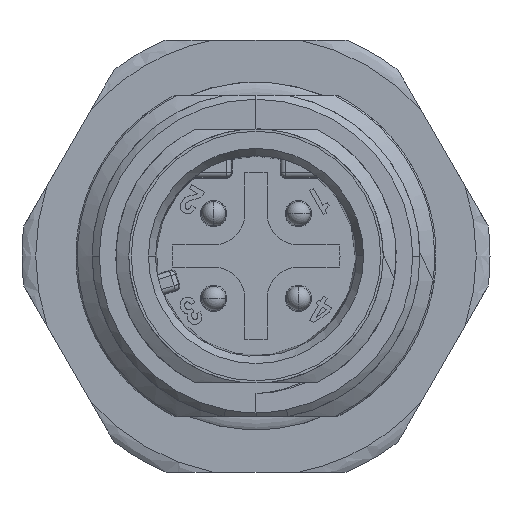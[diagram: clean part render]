
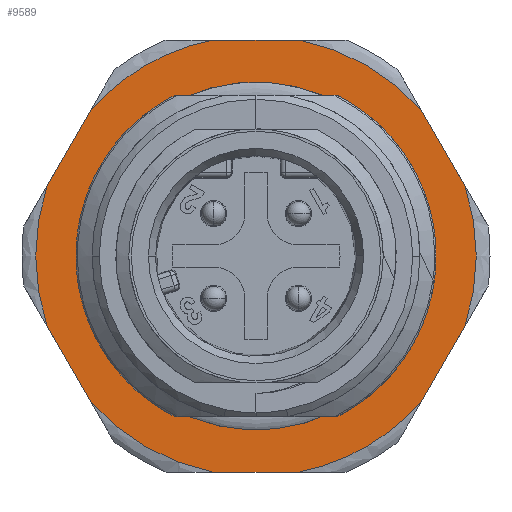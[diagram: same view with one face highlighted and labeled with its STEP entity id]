
A CAD part, front view. The second image highlights one B-rep face of the part: STEP entity #9589.
In plain terms, the highlighted planar face has unit normal (0, -1, 0).
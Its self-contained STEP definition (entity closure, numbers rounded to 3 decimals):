
#678=CARTESIAN_POINT('',(4.252,-6.2,-5.872));
#844=CARTESIAN_POINT('',(-8.699,-6.2,-2.933));
#855=CARTESIAN_POINT('',(0.,-6.2,0.));
#856=DIRECTION('',(0.,1.,0.));
#857=DIRECTION('',(-0.751,0.,0.661));
#858=AXIS2_PLACEMENT_3D('',#855,#856,#857);
#860=CARTESIAN_POINT('',(0.,-6.2,0.));
#861=DIRECTION('',(0.,1.,0.));
#862=DIRECTION('',(-0.5,0.,0.866));
#863=AXIS2_PLACEMENT_3D('',#860,#861,#862);
#865=DIRECTION('',(1.,0.,0.));
#866=VECTOR('',#865,3.618);
#867=CARTESIAN_POINT('',(-1.809,-6.2,9.));
#868=LINE('',#867,#866);
#869=CARTESIAN_POINT('',(0.,-6.2,0.));
#870=DIRECTION('',(0.,1.,0.));
#871=DIRECTION('',(0.197,0.,0.98));
#872=AXIS2_PLACEMENT_3D('',#869,#870,#871);
#874=DIRECTION('',(0.5,0.,-0.866));
#875=VECTOR('',#874,3.618);
#876=CARTESIAN_POINT('',(6.89,-6.2,6.067));
#877=LINE('',#876,#875);
#878=CARTESIAN_POINT('',(0.,-6.2,0.));
#879=DIRECTION('',(0.,1.,0.));
#880=DIRECTION('',(0.948,0.,0.32));
#881=AXIS2_PLACEMENT_3D('',#878,#879,#880);
#883=DIRECTION('',(-0.5,0.,-0.866));
#884=VECTOR('',#883,3.618);
#885=CARTESIAN_POINT('',(8.699,-6.2,-2.933));
#886=LINE('',#885,#884);
#887=CARTESIAN_POINT('',(0.,-6.2,0.));
#888=DIRECTION('',(0.,1.,0.));
#889=DIRECTION('',(0.751,0.,-0.661));
#890=AXIS2_PLACEMENT_3D('',#887,#888,#889);
#892=CARTESIAN_POINT('',(0.,-6.2,0.));
#893=DIRECTION('',(0.,1.,0.));
#894=DIRECTION('',(0.5,0.,-0.866));
#895=AXIS2_PLACEMENT_3D('',#892,#893,#894);
#897=DIRECTION('',(-1.,0.,0.));
#898=VECTOR('',#897,3.618);
#899=CARTESIAN_POINT('',(1.809,-6.2,-9.));
#900=LINE('',#899,#898);
#901=CARTESIAN_POINT('',(0.,-6.2,0.));
#902=DIRECTION('',(0.,1.,0.));
#903=DIRECTION('',(-0.197,0.,-0.98));
#904=AXIS2_PLACEMENT_3D('',#901,#902,#903);
#906=DIRECTION('',(-0.5,0.,0.866));
#907=VECTOR('',#906,3.618);
#908=CARTESIAN_POINT('',(-6.89,-6.2,-6.067));
#909=LINE('',#908,#907);
#910=CARTESIAN_POINT('',(0.,-6.2,0.));
#911=DIRECTION('',(0.,1.,0.));
#912=DIRECTION('',(-0.948,0.,-0.32));
#913=AXIS2_PLACEMENT_3D('',#910,#911,#912);
#915=DIRECTION('',(0.5,0.,0.866));
#916=VECTOR('',#915,3.618);
#917=CARTESIAN_POINT('',(-8.699,-6.2,2.933));
#918=LINE('',#917,#916);
#919=CARTESIAN_POINT('',(4.252,-6.2,-5.872));
#920=CARTESIAN_POINT('',(4.626,-6.2,-5.622));
#921=CARTESIAN_POINT('',(5.316,-6.2,-5.062));
#922=CARTESIAN_POINT('',(6.2,-6.2,-4.022));
#923=CARTESIAN_POINT('',(6.871,-6.2,-2.849));
#924=CARTESIAN_POINT('',(7.172,-6.2,-1.995));
#925=CARTESIAN_POINT('',(7.284,-6.2,-1.549));
#927=CARTESIAN_POINT('',(7.284,-6.2,-1.549));
#928=CARTESIAN_POINT('',(7.379,-6.2,-1.168));
#929=CARTESIAN_POINT('',(7.507,-6.2,
-0.384));
#930=CARTESIAN_POINT('',(7.473,-6.2,0.971));
#931=CARTESIAN_POINT('',(7.204,-6.2,2.211));
#932=CARTESIAN_POINT('',(6.729,-6.2,3.397));
#933=CARTESIAN_POINT('',(5.981,-6.2,4.557));
#934=CARTESIAN_POINT('',(5.416,-6.2,5.147));
#935=CARTESIAN_POINT('',(5.111,-6.2,5.415));
#937=CARTESIAN_POINT('',(5.111,-6.2,5.415));
#938=CARTESIAN_POINT('',(4.906,-6.2,5.595));
#939=CARTESIAN_POINT('',(4.478,-6.2,5.932));
#940=CARTESIAN_POINT('',(3.784,-6.2,6.362));
#941=CARTESIAN_POINT('',(3.294,-6.2,6.596));
#942=CARTESIAN_POINT('',(3.042,-6.2,6.7));
#944=DIRECTION('',(-1.,0.,0.));
#945=VECTOR('',#944,0.272);
#946=CARTESIAN_POINT('',(3.042,-6.2,6.7));
#947=LINE('',#946,#945);
#948=CARTESIAN_POINT('',(0.,-6.2,0.));
#949=DIRECTION('',(0.,-1.,0.));
#950=DIRECTION('',(0.382,0.,0.924));
#951=AXIS2_PLACEMENT_3D('',#948,#949,#950);
#953=CARTESIAN_POINT('',(0.,-6.2,0.));
#954=DIRECTION('',(0.,-1.,0.));
#955=DIRECTION('',(-1.,0.,0.));
#956=AXIS2_PLACEMENT_3D('',#953,#954,#955);
#977=CARTESIAN_POINT('',(-8.699,-6.2,2.933));
#7703=VERTEX_POINT('',#678);
#7704=CARTESIAN_POINT('',(-7.25,-6.2,0.));
#7705=VERTEX_POINT('',#7704);
#7726=CARTESIAN_POINT('',(2.77,-6.2,6.7));
#7727=VERTEX_POINT('',#7726);
#7749=CARTESIAN_POINT('',(3.042,-6.2,6.7));
#7750=VERTEX_POINT('',#7749);
#7813=VERTEX_POINT('',#844);
#7814=VERTEX_POINT('',#977);
#7815=CARTESIAN_POINT('',(-6.89,-6.2,-6.067));
#7816=VERTEX_POINT('',#7815);
#7818=CARTESIAN_POINT('',(-4.59,-6.2,7.95));
#7819=CARTESIAN_POINT('',(-1.809,-6.2,9.));
#7820=VERTEX_POINT('',#7818);
#7821=VERTEX_POINT('',#7819);
#7822=CARTESIAN_POINT('',(-6.89,-6.2,6.067));
#7823=VERTEX_POINT('',#7822);
#7824=CARTESIAN_POINT('',(1.809,-6.2,9.));
#7825=VERTEX_POINT('',#7824);
#7826=CARTESIAN_POINT('',(6.89,-6.2,6.067));
#7827=VERTEX_POINT('',#7826);
#7828=CARTESIAN_POINT('',(8.699,-6.2,2.933));
#7829=VERTEX_POINT('',#7828);
#7830=CARTESIAN_POINT('',(8.699,-6.2,-2.933));
#7831=VERTEX_POINT('',#7830);
#7832=CARTESIAN_POINT('',(6.89,-6.2,-6.067));
#7833=VERTEX_POINT('',#7832);
#7834=CARTESIAN_POINT('',(4.59,-6.2,-7.95));
#7835=CARTESIAN_POINT('',(1.809,-6.2,-9.));
#7836=VERTEX_POINT('',#7834);
#7837=VERTEX_POINT('',#7835);
#7838=CARTESIAN_POINT('',(-1.809,-6.2,-9.));
#7839=VERTEX_POINT('',#7838);
#7840=VERTEX_POINT('',#925);
#7841=VERTEX_POINT('',#935);
#9543=CARTESIAN_POINT('',(0.,-6.2,0.));
#9544=DIRECTION('',(0.,-1.,0.));
#9545=DIRECTION('',(1.,0.,0.));
#9546=AXIS2_PLACEMENT_3D('',#9543,#9544,#9545);
#9547=PLANE('',#9546);
#9549=ORIENTED_EDGE('',*,*,#9548,.T.);
#9551=ORIENTED_EDGE('',*,*,#9550,.T.);
#9553=ORIENTED_EDGE('',*,*,#9552,.T.);
#9555=ORIENTED_EDGE('',*,*,#9554,.T.);
#9557=ORIENTED_EDGE('',*,*,#9556,.T.);
#9559=ORIENTED_EDGE('',*,*,#9558,.T.);
#9561=ORIENTED_EDGE('',*,*,#9560,.T.);
#9563=ORIENTED_EDGE('',*,*,#9562,.T.);
#9565=ORIENTED_EDGE('',*,*,#9564,.T.);
#9567=ORIENTED_EDGE('',*,*,#9566,.T.);
#9569=ORIENTED_EDGE('',*,*,#9568,.T.);
#9570=ORIENTED_EDGE('',*,*,#9532,.T.);
#9571=ORIENTED_EDGE('',*,*,#9521,.T.);
#9573=ORIENTED_EDGE('',*,*,#9572,.T.);
#9574=EDGE_LOOP('',(#9549,#9551,#9553,#9555,#9557,#9559,#9561,#9563,#9565,#9567,
#9569,#9570,#9571,#9573));
#9575=FACE_OUTER_BOUND('',#9574,.F.);
#9577=ORIENTED_EDGE('',*,*,#9576,.T.);
#9579=ORIENTED_EDGE('',*,*,#9578,.T.);
#9581=ORIENTED_EDGE('',*,*,#9580,.T.);
#9583=ORIENTED_EDGE('',*,*,#9582,.T.);
#9585=ORIENTED_EDGE('',*,*,#9584,.T.);
#9586=ORIENTED_EDGE('',*,*,#9424,.T.);
#9587=EDGE_LOOP('',(#9577,#9579,#9581,#9583,#9585,#9586));
#9588=FACE_BOUND('',#9587,.F.);
#859=CIRCLE('',#858,9.18);
#864=CIRCLE('',#863,9.18);
#873=CIRCLE('',#872,9.18);
#882=CIRCLE('',#881,9.18);
#891=CIRCLE('',#890,9.18);
#896=CIRCLE('',#895,9.18);
#905=CIRCLE('',#904,9.18);
#914=CIRCLE('',#913,9.18);
#926=B_SPLINE_CURVE_WITH_KNOTS('',3,(#919,#920,#921,#922,#923,#924,#925),
.UNSPECIFIED.,.F.,.F.,(4,1,1,1,4),(0.,0.25,0.5,0.75,1.),
.UNSPECIFIED.);
#936=B_SPLINE_CURVE_WITH_KNOTS('',3,(#927,#928,#929,#930,#931,#932,#933,#934,
#935),.UNSPECIFIED.,.F.,.F.,(4,1,1,1,1,1,4),(0.,0.167,
0.333,0.5,0.667,0.833,1.),
.UNSPECIFIED.);
#943=B_SPLINE_CURVE_WITH_KNOTS('',3,(#937,#938,#939,#940,#941,#942),
.UNSPECIFIED.,.F.,.F.,(4,1,1,4),(0.,0.333,0.667,1.),
.UNSPECIFIED.);
#952=CIRCLE('',#951,7.25);
#957=CIRCLE('',#956,7.25);
#9424=EDGE_CURVE('',#7705,#7703,#957,.T.);
#9521=EDGE_CURVE('',#7813,#7814,#914,.T.);
#9532=EDGE_CURVE('',#7816,#7813,#909,.T.);
#9548=EDGE_CURVE('',#7823,#7820,#859,.T.);
#9550=EDGE_CURVE('',#7820,#7821,#864,.T.);
#9552=EDGE_CURVE('',#7821,#7825,#868,.T.);
#9554=EDGE_CURVE('',#7825,#7827,#873,.T.);
#9556=EDGE_CURVE('',#7827,#7829,#877,.T.);
#9558=EDGE_CURVE('',#7829,#7831,#882,.T.);
#9560=EDGE_CURVE('',#7831,#7833,#886,.T.);
#9562=EDGE_CURVE('',#7833,#7836,#891,.T.);
#9564=EDGE_CURVE('',#7836,#7837,#896,.T.);
#9566=EDGE_CURVE('',#7837,#7839,#900,.T.);
#9568=EDGE_CURVE('',#7839,#7816,#905,.T.);
#9572=EDGE_CURVE('',#7814,#7823,#918,.T.);
#9576=EDGE_CURVE('',#7703,#7840,#926,.T.);
#9578=EDGE_CURVE('',#7840,#7841,#936,.T.);
#9580=EDGE_CURVE('',#7841,#7750,#943,.T.);
#9582=EDGE_CURVE('',#7750,#7727,#947,.T.);
#9584=EDGE_CURVE('',#7727,#7705,#952,.T.);
#9589=ADVANCED_FACE('',(#9575,#9588),#9547,.T.);
